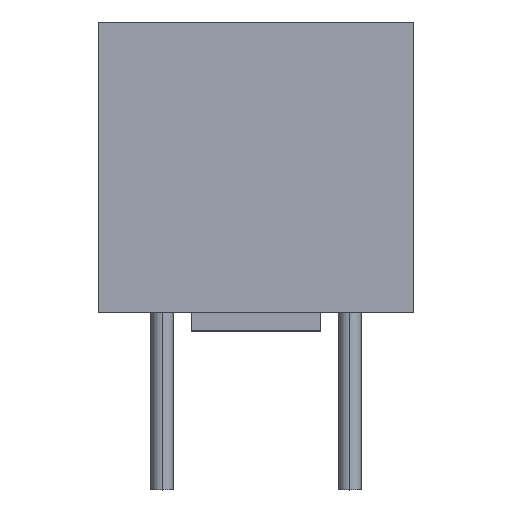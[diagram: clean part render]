
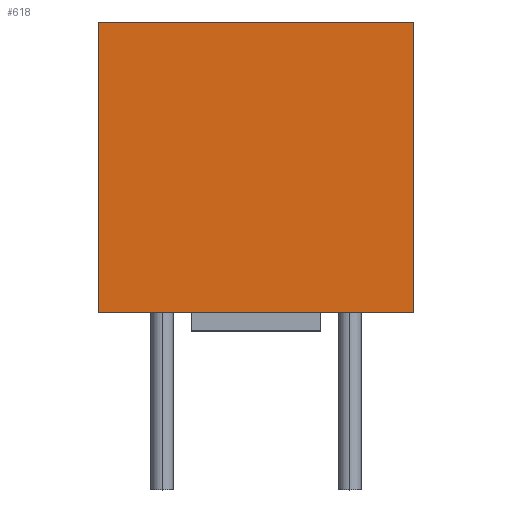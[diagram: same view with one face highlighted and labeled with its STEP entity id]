
A CAD part, top view. The second image highlights one B-rep face of the part: STEP entity #618.
In plain terms, the highlighted planar face has unit normal (0, 0, 1).
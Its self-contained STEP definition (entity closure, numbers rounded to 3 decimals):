
#44 = CARTESIAN_POINT ( 'NONE',  ( -4.25, -3.925, 2.15 ) ) ;
#61 = EDGE_CURVE ( 'NONE', #207, #565, #520, .T. ) ;
#103 = EDGE_CURVE ( 'NONE', #751, #565, #591, .T. ) ;
#125 = VECTOR ( 'NONE', #603, 1000. ) ;
#147 = CARTESIAN_POINT ( 'NONE',  ( 0., 0., 2.15 ) ) ;
#157 = VERTEX_POINT ( 'NONE', #263 ) ;
#158 = EDGE_CURVE ( 'NONE', #157, #751, #701, .T. ) ;
#174 = VECTOR ( 'NONE', #242, 1000. ) ;
#189 = VECTOR ( 'NONE', #209, 1000. ) ;
#207 = VERTEX_POINT ( 'NONE', #44 ) ;
#209 = DIRECTION ( 'NONE',  ( 1., 0., 0. ) ) ;
#212 = CARTESIAN_POINT ( 'NONE',  ( 4.25, 3.925, 2.15 ) ) ;
#218 = DIRECTION ( 'NONE',  ( 1., 0., 0. ) ) ;
#231 = VECTOR ( 'NONE', #218, 1000. ) ;
#242 = DIRECTION ( 'NONE',  ( 0., -1., 0. ) ) ;
#263 = CARTESIAN_POINT ( 'NONE',  ( -4.25, 3.925, 2.15 ) ) ;
#326 = DIRECTION ( 'NONE',  ( 1., 0., 0. ) ) ;
#364 = ORIENTED_EDGE ( 'NONE', *, *, #103, .F. ) ;
#366 = EDGE_CURVE ( 'NONE', #157, #207, #482, .T. ) ;
#409 = ORIENTED_EDGE ( 'NONE', *, *, #61, .T. ) ;
#418 = DIRECTION ( 'NONE',  ( 0., 0., 1. ) ) ;
#423 = AXIS2_PLACEMENT_3D ( 'NONE', #147, #418, #326 ) ;
#426 = CARTESIAN_POINT ( 'NONE',  ( 4.25, -3.925, 2.15 ) ) ;
#448 = ORIENTED_EDGE ( 'NONE', *, *, #366, .T. ) ;
#451 = FACE_OUTER_BOUND ( 'NONE', #564, .T. ) ;
#482 = LINE ( 'NONE', #687, #174 ) ;
#520 = LINE ( 'NONE', #544, #189 ) ;
#533 = PLANE ( 'NONE',  #423 ) ;
#544 = CARTESIAN_POINT ( 'NONE',  ( 0., -3.925, 2.15 ) ) ;
#564 = EDGE_LOOP ( 'NONE', ( #364, #654, #448, #409 ) ) ;
#565 = VERTEX_POINT ( 'NONE', #426 ) ;
#591 = LINE ( 'NONE', #593, #125 ) ;
#593 = CARTESIAN_POINT ( 'NONE',  ( 4.25, 0., 2.15 ) ) ;
#603 = DIRECTION ( 'NONE',  ( 0., -1., 0. ) ) ;
#618 = ADVANCED_FACE ( 'NONE', ( #451 ), #533, .T. ) ;
#654 = ORIENTED_EDGE ( 'NONE', *, *, #158, .F. ) ;
#687 = CARTESIAN_POINT ( 'NONE',  ( -4.25, 0., 2.15 ) ) ;
#701 = LINE ( 'NONE', #730, #231 ) ;
#730 = CARTESIAN_POINT ( 'NONE',  ( 0., 3.925, 2.15 ) ) ;
#751 = VERTEX_POINT ( 'NONE', #212 ) ;
